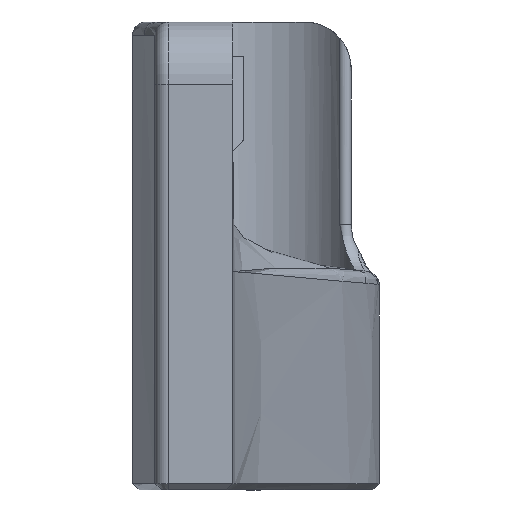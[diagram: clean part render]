
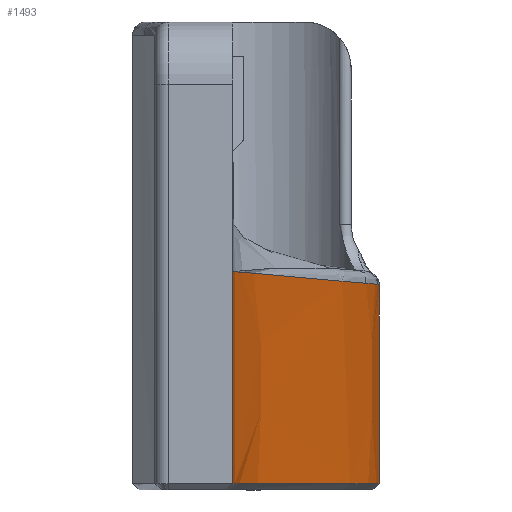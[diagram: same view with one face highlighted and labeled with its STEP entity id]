
A CAD part, left-side view. The second image highlights one B-rep face of the part: STEP entity #1493.
In plain terms, the highlighted free-form (B-spline) face has degree [3, 3] with [4, 8] control points.
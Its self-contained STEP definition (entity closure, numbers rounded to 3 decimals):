
#33=B_SPLINE_SURFACE_WITH_KNOTS('',3,3,((#2446,#2447,#2448,#2449,#2450,
#2451,#2452,#2453),(#2454,#2455,#2456,#2457,#2458,#2459,#2460,#2461),(#2462,
#2463,#2464,#2465,#2466,#2467,#2468,#2469),(#2470,#2471,#2472,#2473,#2474,
#2475,#2476,#2477)),.UNSPECIFIED.,.F.,.F.,.F.,(4,4),(4,1,1,1,1,4),(0.029,
1.),(0.,0.143,0.286,0.571,0.857,
1.),.UNSPECIFIED.);
#185=FACE_OUTER_BOUND('',#284,.T.);
#284=EDGE_LOOP('',(#1126,#1127,#1128,#1129));
#399=LINE('',#2436,#510);
#404=LINE('',#2479,#515);
#510=VECTOR('',#1884,10.);
#515=VECTOR('',#1891,10.);
#585=B_SPLINE_CURVE_WITH_KNOTS('',3,(#2423,#2424,#2425,#2426,#2427,#2428,
#2429,#2430),.UNSPECIFIED.,.F.,.F.,(4,1,1,1,1,4),(-1.,-0.857,
-0.571,-0.286,-0.143,0.),
 .UNSPECIFIED.);
#586=B_SPLINE_CURVE_WITH_KNOTS('',3,(#2480,#2481,#2482,#2483,#2484,#2485,
#2486,#2487,#2488,#2489,#2490,#2491,#2492,#2493,#2494,#2495),
 .UNSPECIFIED.,.F.,.F.,(4,2,1,2,1,1,2,1,2,4),(-0.01,0.,0.288,
0.577,1.4,1.811,2.223,2.501,
2.779,2.781),.UNSPECIFIED.);
#664=VERTEX_POINT('',#2387);
#665=VERTEX_POINT('',#2422);
#666=VERTEX_POINT('',#2435);
#671=VERTEX_POINT('',#2478);
#832=EDGE_CURVE('',#664,#665,#585,.T.);
#835=EDGE_CURVE('',#665,#666,#399,.T.);
#841=EDGE_CURVE('',#664,#671,#404,.T.);
#842=EDGE_CURVE('',#666,#671,#586,.T.);
#1126=ORIENTED_EDGE('',*,*,#832,.F.);
#1127=ORIENTED_EDGE('',*,*,#841,.T.);
#1128=ORIENTED_EDGE('',*,*,#842,.F.);
#1129=ORIENTED_EDGE('',*,*,#835,.F.);
#1493=ADVANCED_FACE('',(#185),#33,.F.);
#1884=DIRECTION('',(0.,0.,1.));
#1891=DIRECTION('',(0.,0.,1.));
#2387=CARTESIAN_POINT('',(-0.736,-7.792,0.547));
#2422=CARTESIAN_POINT('',(-26.908,1.588,0.547));
#2423=CARTESIAN_POINT('Ctrl Pts',(-0.736,-7.792,
0.547));
#2424=CARTESIAN_POINT('Ctrl Pts',(-1.758,-7.792,0.547));
#2425=CARTESIAN_POINT('Ctrl Pts',(-5.07,-7.302,0.547));
#2426=CARTESIAN_POINT('Ctrl Pts',(-11.704,-4.267,0.547));
#2427=CARTESIAN_POINT('Ctrl Pts',(-18.675,-0.56,
0.547));
#2428=CARTESIAN_POINT('Ctrl Pts',(-23.674,1.253,0.547));
#2429=CARTESIAN_POINT('Ctrl Pts',(-25.886,1.588,0.547));
#2430=CARTESIAN_POINT('Ctrl Pts',(-26.908,1.588,0.547));
#2435=CARTESIAN_POINT('',(-26.908,1.588,14.147));
#2436=CARTESIAN_POINT('',(-26.908,1.588,0.147));
#2446=CARTESIAN_POINT('Ctrl Pts',(-26.908,1.588,0.547));
#2447=CARTESIAN_POINT('Ctrl Pts',(-25.886,1.588,0.547));
#2448=CARTESIAN_POINT('Ctrl Pts',(-23.674,1.253,0.547));
#2449=CARTESIAN_POINT('Ctrl Pts',(-18.675,-0.56,
0.547));
#2450=CARTESIAN_POINT('Ctrl Pts',(-11.704,-4.267,0.547));
#2451=CARTESIAN_POINT('Ctrl Pts',(-5.07,-7.302,0.547));
#2452=CARTESIAN_POINT('Ctrl Pts',(-1.758,-7.792,0.547));
#2453=CARTESIAN_POINT('Ctrl Pts',(-0.736,-7.792,
0.547));
#2454=CARTESIAN_POINT('Ctrl Pts',(-26.908,1.588,5.081));
#2455=CARTESIAN_POINT('Ctrl Pts',(-25.886,1.588,5.081));
#2456=CARTESIAN_POINT('Ctrl Pts',(-23.674,1.253,5.081));
#2457=CARTESIAN_POINT('Ctrl Pts',(-18.675,-0.56,5.081));
#2458=CARTESIAN_POINT('Ctrl Pts',(-11.704,-4.267,5.081));
#2459=CARTESIAN_POINT('Ctrl Pts',(-5.07,-7.302,5.081));
#2460=CARTESIAN_POINT('Ctrl Pts',(-1.758,-7.792,5.081));
#2461=CARTESIAN_POINT('Ctrl Pts',(-0.736,-7.792,
5.081));
#2462=CARTESIAN_POINT('Ctrl Pts',(-26.908,1.588,9.614));
#2463=CARTESIAN_POINT('Ctrl Pts',(-25.886,1.588,9.614));
#2464=CARTESIAN_POINT('Ctrl Pts',(-23.674,1.253,9.614));
#2465=CARTESIAN_POINT('Ctrl Pts',(-18.675,-0.56,
9.614));
#2466=CARTESIAN_POINT('Ctrl Pts',(-11.704,-4.267,9.614));
#2467=CARTESIAN_POINT('Ctrl Pts',(-5.07,-7.302,9.614));
#2468=CARTESIAN_POINT('Ctrl Pts',(-1.758,-7.792,9.614));
#2469=CARTESIAN_POINT('Ctrl Pts',(-0.736,-7.792,
9.614));
#2470=CARTESIAN_POINT('Ctrl Pts',(-26.908,1.588,14.147));
#2471=CARTESIAN_POINT('Ctrl Pts',(-25.886,1.588,14.147));
#2472=CARTESIAN_POINT('Ctrl Pts',(-23.674,1.253,14.147));
#2473=CARTESIAN_POINT('Ctrl Pts',(-18.675,-0.56,
14.147));
#2474=CARTESIAN_POINT('Ctrl Pts',(-11.704,-4.267,14.147));
#2475=CARTESIAN_POINT('Ctrl Pts',(-5.07,-7.302,14.147));
#2476=CARTESIAN_POINT('Ctrl Pts',(-1.758,-7.792,14.147));
#2477=CARTESIAN_POINT('Ctrl Pts',(-0.736,-7.792,
14.147));
#2478=CARTESIAN_POINT('',(-0.736,-7.792,13.297));
#2479=CARTESIAN_POINT('',(-0.736,-7.792,0.147));
#2480=CARTESIAN_POINT('Ctrl Pts',(-26.908,1.588,14.147));
#2481=CARTESIAN_POINT('Ctrl Pts',(-26.876,1.588,14.147));
#2482=CARTESIAN_POINT('Ctrl Pts',(-26.844,1.588,14.147));
#2483=CARTESIAN_POINT('Ctrl Pts',(-25.932,1.582,14.146));
#2484=CARTESIAN_POINT('Ctrl Pts',(-24.148,1.316,14.127));
#2485=CARTESIAN_POINT('Ctrl Pts',(-22.391,0.771,14.083));
#2486=CARTESIAN_POINT('Ctrl Pts',(-18.948,-0.511,13.985));
#2487=CARTESIAN_POINT('Ctrl Pts',(-15.22,-2.395,13.8));
#2488=CARTESIAN_POINT('Ctrl Pts',(-10.344,-4.862,13.572));
#2489=CARTESIAN_POINT('Ctrl Pts',(-7.779,-6.026,13.477));
#2490=CARTESIAN_POINT('Ctrl Pts',(-5.589,-6.857,13.408));
#2491=CARTESIAN_POINT('Ctrl Pts',(-3.75,-7.473,13.356));
#2492=CARTESIAN_POINT('Ctrl Pts',(-1.773,-7.788,13.315));
#2493=CARTESIAN_POINT('Ctrl Pts',(-0.748,-7.792,
13.297));
#2494=CARTESIAN_POINT('Ctrl Pts',(-0.742,-7.792,13.297));
#2495=CARTESIAN_POINT('Ctrl Pts',(-0.736,-7.792,
13.297));
